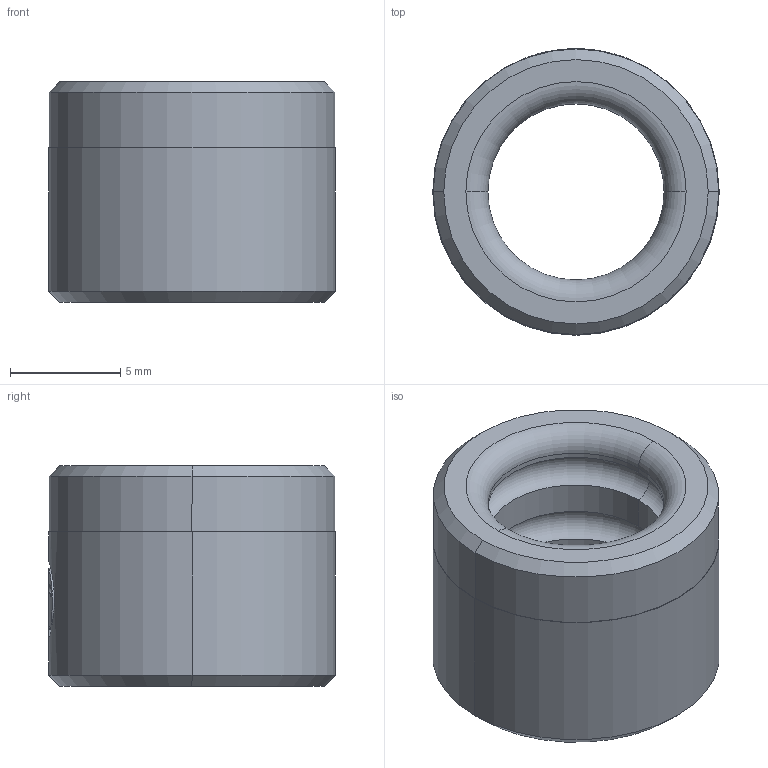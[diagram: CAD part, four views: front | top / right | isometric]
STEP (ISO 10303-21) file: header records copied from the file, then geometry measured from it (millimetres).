
FILE_DESCRIPTION (( 'STEP AP214' ), '1' );
FILE_NAME ('SGBZ-D13-d8-10.step', '2021-07-31T00:50:04', ( 'User' ), ( 'china' ), 'SwSTEP 2.0', 'SolidWorks 2016', '' );
FILE_SCHEMA (( 'AUTOMOTIVE_DESIGN' ));
Length unit declared in the file: millimetre
Products named in the file (1): SGBZ-D13-d8-10
Bounding box: 13 x 13 x 10 mm (x, y, z)
Volume: 734.2 mm3; surface area: 858.1 mm2
Topology: 1 solids, 1 shells, 49 faces, 112 edges, 68 vertices
Faces by surface type: cylinder 24, plane 11, torus 10, cone 4
Entity records: 1578 total; most frequent: CARTESIAN_POINT 450, DIRECTION 234, ORIENTED_EDGE 224, EDGE_CURVE 112, AXIS2_PLACEMENT_3D 96, VERTEX_POINT 68, EDGE_LOOP 54, FACE_OUTER_BOUND 49
